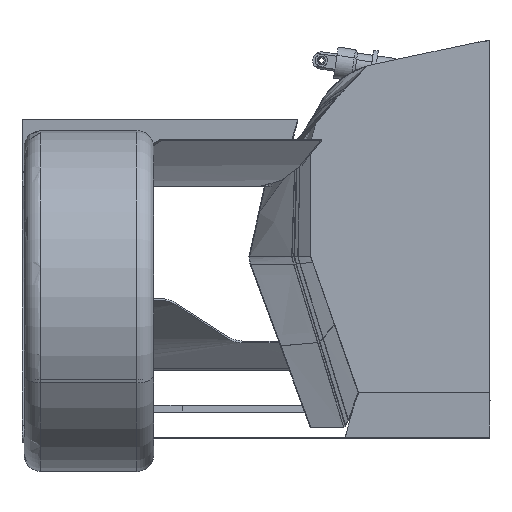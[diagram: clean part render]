
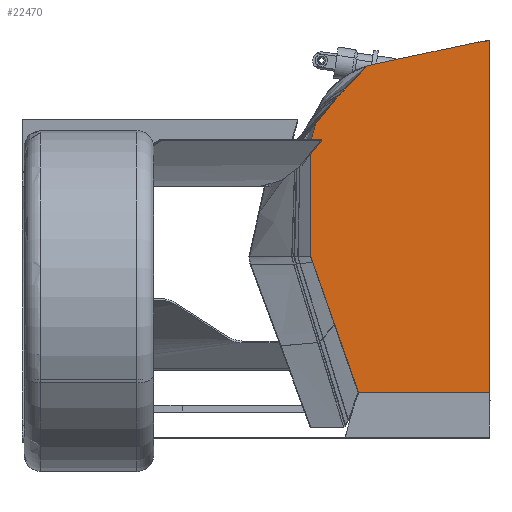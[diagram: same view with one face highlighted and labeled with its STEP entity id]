
A CAD part, left-side view. The second image highlights one B-rep face of the part: STEP entity #22470.
In plain terms, the highlighted planar face has unit normal (-1, 0, 0).
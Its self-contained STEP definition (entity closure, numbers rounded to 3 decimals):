
#21774=CARTESIAN_POINT('Vertex',(0.,0.,20.762)) ;
#21779=CARTESIAN_POINT('Line Origine',(0.,0.,-248.269)) ;
#21783=CARTESIAN_POINT('Vertex',(0.,0.,-517.3)) ;
#22348=CARTESIAN_POINT('Control Point',(0.,3.163,20.464)) ;
#22349=CARTESIAN_POINT('Control Point',(0.,2.1,20.601)) ;
#22350=CARTESIAN_POINT('Control Point',(0.,1.044,20.699)) ;
#22351=CARTESIAN_POINT('Control Point',(0.,0.,20.762)) ;
#22352=CARTESIAN_POINT('Vertex',(0.,3.163,20.464)) ;
#22384=CARTESIAN_POINT('Axis2P3D Location',(0.,0.,0.)) ;
#22390=CARTESIAN_POINT('Control Point',(0.,25.162,16.699)) ;
#22391=CARTESIAN_POINT('Control Point',(0.,20.796,17.632)) ;
#22392=CARTESIAN_POINT('Control Point',(0.,16.411,18.475)) ;
#22393=CARTESIAN_POINT('Control Point',(0.,12.006,19.229)) ;
#22394=CARTESIAN_POINT('Control Point',(0.,7.591,19.892)) ;
#22395=CARTESIAN_POINT('Control Point',(0.,3.163,20.464)) ;
#22396=CARTESIAN_POINT('Vertex',(0.,25.162,16.699)) ;
#22399=CARTESIAN_POINT('Line Origine',(0.,100.291,0.641)) ;
#22403=CARTESIAN_POINT('Vertex',(0.,175.42,-15.417)) ;
#22407=CARTESIAN_POINT('Control Point',(0.,269.04,-125.823)) ;
#22408=CARTESIAN_POINT('Control Point',(0.,268.521,-114.635)) ;
#22409=CARTESIAN_POINT('Control Point',(0.,266.68,-103.508)) ;
#22410=CARTESIAN_POINT('Control Point',(0.,263.527,-92.651)) ;
#22411=CARTESIAN_POINT('Control Point',(0.,254.716,-71.887)) ;
#22412=CARTESIAN_POINT('Control Point',(0.,241.31,-53.748)) ;
#22413=CARTESIAN_POINT('Control Point',(0.,233.561,-45.515)) ;
#22414=CARTESIAN_POINT('Control Point',(0.,218.163,-32.624)) ;
#22415=CARTESIAN_POINT('Control Point',(0.,200.468,-23.244)) ;
#22416=CARTESIAN_POINT('Control Point',(0.,192.352,-19.86)) ;
#22417=CARTESIAN_POINT('Control Point',(0.,183.97,-17.244)) ;
#22418=CARTESIAN_POINT('Control Point',(0.,175.42,-15.417)) ;
#22419=CARTESIAN_POINT('Vertex',(0.,269.04,-125.823)) ;
#22422=CARTESIAN_POINT('Line Origine',(0.,269.04,-210.751)) ;
#22426=CARTESIAN_POINT('Vertex',(0.,269.04,-295.678)) ;
#22430=CARTESIAN_POINT('Control Point',(0.,266.849,-308.523)) ;
#22431=CARTESIAN_POINT('Control Point',(0.,267.717,-306.052)) ;
#22432=CARTESIAN_POINT('Control Point',(0.,268.376,-303.509)) ;
#22433=CARTESIAN_POINT('Control Point',(0.,268.819,-300.915)) ;
#22434=CARTESIAN_POINT('Control Point',(0.,269.04,-298.297)) ;
#22435=CARTESIAN_POINT('Control Point',(0.,269.04,-295.678)) ;
#22436=CARTESIAN_POINT('Vertex',(0.,266.849,-308.523)) ;
#22439=CARTESIAN_POINT('Line Origine',(0.,232.179,-407.201)) ;
#22443=CARTESIAN_POINT('Vertex',(0.,197.508,-505.879)) ;
#22446=CARTESIAN_POINT('Line Origine',(0.,195.501,-511.589)) ;
#22450=CARTESIAN_POINT('Vertex',(0.,193.495,-517.3)) ;
#22453=CARTESIAN_POINT('Line Origine',(0.,96.747,-517.3)) ;
#21780=DIRECTION('Vector Direction',(0.,0.,1.)) ;
#22385=DIRECTION('Axis2P3D Direction',(1.,0.,0.)) ;
#22386=DIRECTION('Axis2P3D XDirection',(0.,1.,0.)) ;
#22400=DIRECTION('Vector Direction',(0.,0.978,-0.209)) ;
#22423=DIRECTION('Vector Direction',(0.,0.,-1.)) ;
#22440=DIRECTION('Vector Direction',(0.,-0.331,-0.943)) ;
#22447=DIRECTION('Vector Direction',(0.,-0.331,-0.943)) ;
#22454=DIRECTION('Vector Direction',(0.,-1.,0.)) ;
#22387=AXIS2_PLACEMENT_3D('Plane Axis2P3D',#22384,#22385,#22386) ;
#22459=ORIENTED_EDGE('',*,*,#22354,.F.) ;
#22460=ORIENTED_EDGE('',*,*,#22398,.F.) ;
#22461=ORIENTED_EDGE('',*,*,#22405,.F.) ;
#22462=ORIENTED_EDGE('',*,*,#22421,.F.) ;
#22463=ORIENTED_EDGE('',*,*,#22428,.F.) ;
#22464=ORIENTED_EDGE('',*,*,#22438,.F.) ;
#22465=ORIENTED_EDGE('',*,*,#22445,.F.) ;
#22466=ORIENTED_EDGE('',*,*,#22452,.F.) ;
#22467=ORIENTED_EDGE('',*,*,#22457,.F.) ;
#22468=ORIENTED_EDGE('',*,*,#21785,.F.) ;
#21781=VECTOR('Line Direction',#21780,1.) ;
#22401=VECTOR('Line Direction',#22400,1.) ;
#22424=VECTOR('Line Direction',#22423,1.) ;
#22441=VECTOR('Line Direction',#22440,1.) ;
#22448=VECTOR('Line Direction',#22447,1.) ;
#22455=VECTOR('Line Direction',#22454,1.) ;
#22470=ADVANCED_FACE('',(#22469),#22388,.F.) ;
#22347=B_SPLINE_CURVE_WITH_KNOTS('',3,(#22348,#22349,#22350,#22351),.UNSPECIFIED.,.F.,.U.,(4,4),(0.,4.577),.UNSPECIFIED.) ;
#22389=B_SPLINE_CURVE_WITH_KNOTS('',5,(#22390,#22391,#22392,#22393,#22394,#22395),.UNSPECIFIED.,.F.,.U.,(6,6),(0.,31.567),.UNSPECIFIED.) ;
#22406=B_SPLINE_CURVE_WITH_KNOTS('',5,(#22407,#22408,#22409,#22410,#22411,#22412,#22413,#22414,#22415,#22416,#22417,#22418),.UNSPECIFIED.,.F.,.U.,(6,3,3,6),(0.,79.196,158.391,220.214),.UNSPECIFIED.) ;
#22429=B_SPLINE_CURVE_WITH_KNOTS('',5,(#22430,#22431,#22432,#22433,#22434,#22435),.UNSPECIFIED.,.F.,.U.,(6,6),(0.,18.515),.UNSPECIFIED.) ;
#21785=EDGE_CURVE('',#21775,#21784,#21782,.F.) ;
#22354=EDGE_CURVE('',#22353,#21775,#22347,.T.) ;
#22398=EDGE_CURVE('',#22397,#22353,#22389,.T.) ;
#22405=EDGE_CURVE('',#22404,#22397,#22402,.F.) ;
#22421=EDGE_CURVE('',#22420,#22404,#22406,.T.) ;
#22428=EDGE_CURVE('',#22427,#22420,#22425,.F.) ;
#22438=EDGE_CURVE('',#22437,#22427,#22429,.T.) ;
#22445=EDGE_CURVE('',#22444,#22437,#22442,.F.) ;
#22452=EDGE_CURVE('',#22451,#22444,#22449,.F.) ;
#22457=EDGE_CURVE('',#21784,#22451,#22456,.F.) ;
#22458=EDGE_LOOP('',(#22459,#22460,#22461,#22462,#22463,#22464,#22465,#22466,#22467,#22468)) ;
#22469=FACE_OUTER_BOUND('',#22458,.T.) ;
#21782=LINE('Line',#21779,#21781) ;
#22402=LINE('Line',#22399,#22401) ;
#22425=LINE('Line',#22422,#22424) ;
#22442=LINE('Line',#22439,#22441) ;
#22449=LINE('Line',#22446,#22448) ;
#22456=LINE('Line',#22453,#22455) ;
#22388=PLANE('Plane',#22387) ;
#21775=VERTEX_POINT('',#21774) ;
#21784=VERTEX_POINT('',#21783) ;
#22353=VERTEX_POINT('',#22352) ;
#22397=VERTEX_POINT('',#22396) ;
#22404=VERTEX_POINT('',#22403) ;
#22420=VERTEX_POINT('',#22419) ;
#22427=VERTEX_POINT('',#22426) ;
#22437=VERTEX_POINT('',#22436) ;
#22444=VERTEX_POINT('',#22443) ;
#22451=VERTEX_POINT('',#22450) ;
